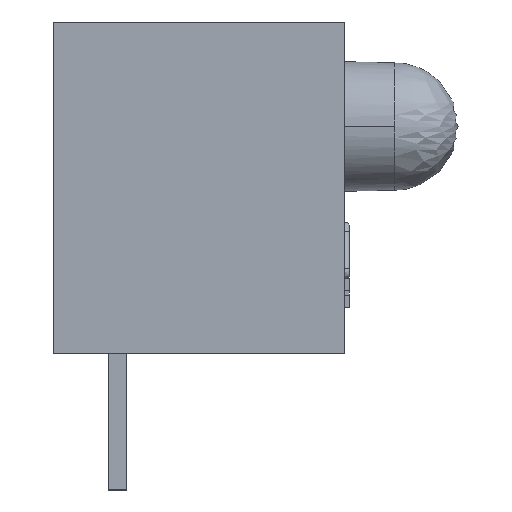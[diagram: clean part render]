
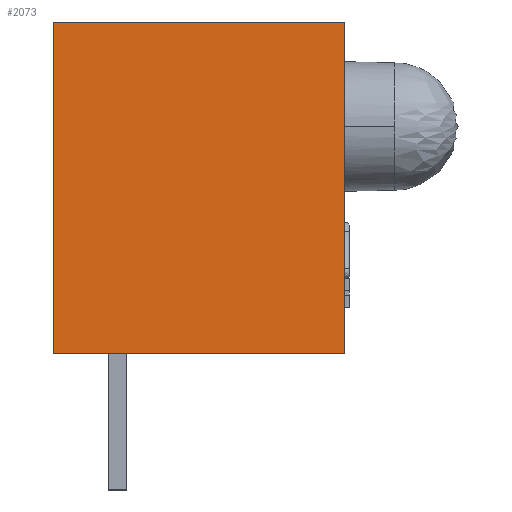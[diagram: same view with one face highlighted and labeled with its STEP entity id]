
A CAD part, left-side view. The second image highlights one B-rep face of the part: STEP entity #2073.
In plain terms, the highlighted planar face has unit normal (-1, 0, 0).
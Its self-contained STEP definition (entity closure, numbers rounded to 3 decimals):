
#2073=ADVANCED_FACE('',(#2489),#8449,.T.);
#2489=FACE_OUTER_BOUND('',#2906,.T.);
#2906=EDGE_LOOP('',(#4314,#4315,#4316,#4317));
#4314=ORIENTED_EDGE('',*,*,#5845,.T.);
#4315=ORIENTED_EDGE('',*,*,#5846,.T.);
#4316=ORIENTED_EDGE('',*,*,#5847,.T.);
#4317=ORIENTED_EDGE('',*,*,#5848,.T.);
#5845=EDGE_CURVE('',#8274,#8275,#6218,.T.);
#5846=EDGE_CURVE('',#8275,#8276,#6219,.T.);
#5847=EDGE_CURVE('',#8276,#8277,#6220,.T.);
#5848=EDGE_CURVE('',#8277,#8274,#6221,.T.);
#6218=B_SPLINE_CURVE_WITH_KNOTS('',1,(#17253,#17254),.UNSPECIFIED.,.F.,
 .F.,(2,2),(0.,7.3),.UNSPECIFIED.);
#6219=B_SPLINE_CURVE_WITH_KNOTS('',1,(#17255,#17256),.UNSPECIFIED.,.F.,
 .F.,(2,2),(0.,6.4),.UNSPECIFIED.);
#6220=B_SPLINE_CURVE_WITH_KNOTS('',1,(#17257,#17258),.UNSPECIFIED.,.F.,
 .F.,(2,2),(0.,7.3),.UNSPECIFIED.);
#6221=B_SPLINE_CURVE_WITH_KNOTS('',1,(#17259,#17260),.UNSPECIFIED.,.F.,
 .F.,(2,2),(0.,6.4),.UNSPECIFIED.);
#8274=VERTEX_POINT('',#17138);
#8275=VERTEX_POINT('',#17139);
#8276=VERTEX_POINT('',#17140);
#8277=VERTEX_POINT('',#17141);
#8449=PLANE('',#8872);
#8872=AXIS2_PLACEMENT_3D('',#16899,#8981,$);
#8981=DIRECTION('',(-1.,0.,0.));
#16899=CARTESIAN_POINT('',(-2.25,7.052,-0.742));
#17138=CARTESIAN_POINT('',(-2.25,0.,0.));
#17139=CARTESIAN_POINT('',(-2.25,0.,7.3));
#17140=CARTESIAN_POINT('',(-2.25,6.4,7.3));
#17141=CARTESIAN_POINT('',(-2.25,6.4,0.));
#17253=CARTESIAN_POINT('',(-2.25,0.,0.));
#17254=CARTESIAN_POINT('',(-2.25,0.,7.3));
#17255=CARTESIAN_POINT('',(-2.25,0.,7.3));
#17256=CARTESIAN_POINT('',(-2.25,6.4,7.3));
#17257=CARTESIAN_POINT('',(-2.25,6.4,7.3));
#17258=CARTESIAN_POINT('',(-2.25,6.4,0.));
#17259=CARTESIAN_POINT('',(-2.25,6.4,0.));
#17260=CARTESIAN_POINT('',(-2.25,0.,0.));
